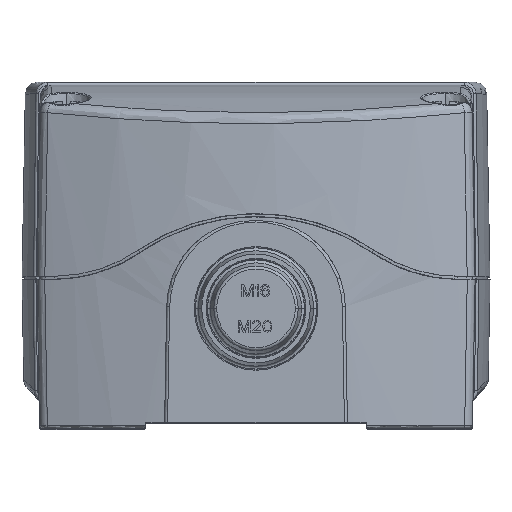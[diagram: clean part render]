
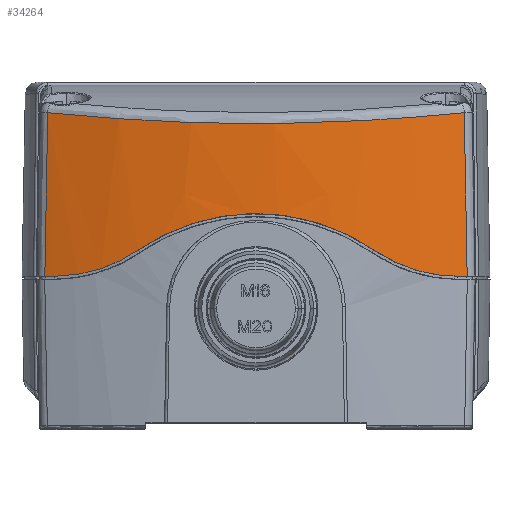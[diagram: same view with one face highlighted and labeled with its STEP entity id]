
A CAD part, top view. The second image highlights one B-rep face of the part: STEP entity #34264.
In plain terms, the highlighted conical face has half-angle 1 degrees and reference radius 103.76 mm.
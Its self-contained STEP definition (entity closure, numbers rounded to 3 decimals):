
#27334=CARTESIAN_POINT('',(0.,0.,-26.9));
#27335=DIRECTION('',(0.,1.,0.));
#27336=DIRECTION('',(-0.341,0.,0.94));
#27337=AXIS2_PLACEMENT_3D('',#27334,#27335,#27336);
#27505=CARTESIAN_POINT('',(0.,0.,-26.9));
#27506=DIRECTION('',(0.,1.,0.));
#27507=DIRECTION('',(0.326,0.,0.945));
#27508=AXIS2_PLACEMENT_3D('',#27505,#27506,#27507);
#28790=CARTESIAN_POINT('',(34.946,27.445,70.544));
#28791=CARTESIAN_POINT('',(31.717,27.138,71.708));
#28792=CARTESIAN_POINT('',(25.166,26.559,73.705));
#28793=CARTESIAN_POINT('',(15.17,25.906,75.699));
#28794=CARTESIAN_POINT('',(5.067,25.559,76.695));
#28795=CARTESIAN_POINT('',(-5.067,25.559,
76.695));
#28796=CARTESIAN_POINT('',(-15.169,25.906,
75.699));
#28797=CARTESIAN_POINT('',(-25.165,26.559,
73.705));
#28798=CARTESIAN_POINT('',(-31.716,27.138,
71.708));
#28799=CARTESIAN_POINT('',(-34.946,27.445,
70.544));
#28955=CARTESIAN_POINT('',(34.946,27.445,70.544));
#28956=CARTESIAN_POINT('',(35.,24.396,70.581));
#28957=CARTESIAN_POINT('',(35.108,18.289,70.656));
#28958=CARTESIAN_POINT('',(35.27,9.141,70.767));
#28959=CARTESIAN_POINT('',(35.378,3.046,70.841));
#28960=CARTESIAN_POINT('',(35.432,0.,
70.878));
#28983=CARTESIAN_POINT('',(19.78,4.375,75.124));
#28984=CARTESIAN_POINT('',(20.304,4.016,75.029));
#28985=CARTESIAN_POINT('',(21.379,3.338,74.824));
#28986=CARTESIAN_POINT('',(23.058,2.45,74.473));
#28987=CARTESIAN_POINT('',(24.792,1.696,74.077));
#28988=CARTESIAN_POINT('',(26.567,1.078,73.636));
#28989=CARTESIAN_POINT('',(28.371,0.597,
73.151));
#28990=CARTESIAN_POINT('',(30.198,0.254,
72.621));
#28991=CARTESIAN_POINT('',(32.044,0.046,
72.046));
#28992=CARTESIAN_POINT('',(33.286,0.,71.632));
#28993=CARTESIAN_POINT('',(33.908,0.,71.417));
#28995=CARTESIAN_POINT('',(-19.78,4.375,75.124));
#28996=CARTESIAN_POINT('',(-18.297,5.391,
75.393));
#28997=CARTESIAN_POINT('',(-15.199,7.178,
75.895));
#28998=CARTESIAN_POINT('',(-10.245,9.104,
76.476));
#28999=CARTESIAN_POINT('',(-5.172,10.244,
76.835));
#29000=CARTESIAN_POINT('',(0.,10.628,
76.958));
#29001=CARTESIAN_POINT('',(5.17,10.245,76.835));
#29002=CARTESIAN_POINT('',(10.244,9.104,76.476));
#29003=CARTESIAN_POINT('',(15.198,7.179,75.895));
#29004=CARTESIAN_POINT('',(18.297,5.391,75.393));
#29005=CARTESIAN_POINT('',(19.78,4.375,75.124));
#29007=CARTESIAN_POINT('',(-33.908,0.,71.417));
#29008=CARTESIAN_POINT('',(-33.285,0.,71.632));
#29009=CARTESIAN_POINT('',(-32.038,0.047,
72.048));
#29010=CARTESIAN_POINT('',(-30.178,0.256,
72.627));
#29011=CARTESIAN_POINT('',(-28.338,0.604,
73.16));
#29012=CARTESIAN_POINT('',(-26.528,1.09,
73.646));
#29013=CARTESIAN_POINT('',(-24.76,1.709,
74.084));
#29014=CARTESIAN_POINT('',(-23.04,2.46,
74.477));
#29015=CARTESIAN_POINT('',(-21.374,3.342,
74.825));
#29016=CARTESIAN_POINT('',(-20.303,4.016,
75.029));
#29017=CARTESIAN_POINT('',(-19.78,4.375,75.124));
#29276=CARTESIAN_POINT('',(-34.946,27.445,
70.544));
#29277=CARTESIAN_POINT('',(-35.,24.396,
70.581));
#29278=CARTESIAN_POINT('',(-35.108,18.289,
70.656));
#29279=CARTESIAN_POINT('',(-35.27,9.141,
70.767));
#29280=CARTESIAN_POINT('',(-35.378,3.046,
70.841));
#29281=CARTESIAN_POINT('',(-35.432,0.,
70.878));
#30633=VERTEX_POINT('',#28955);
#30634=VERTEX_POINT('',#28960);
#30638=VERTEX_POINT('',#28799);
#30640=VERTEX_POINT('',#29281);
#30715=VERTEX_POINT('',#28983);
#30716=VERTEX_POINT('',#28993);
#30717=VERTEX_POINT('',#28995);
#30718=VERTEX_POINT('',#29007);
#34246=CARTESIAN_POINT('',(0.,13.72,-26.9));
#34247=DIRECTION('',(0.,-1.,0.));
#34248=DIRECTION('',(-1.,0.,0.));
#34249=AXIS2_PLACEMENT_3D('',#34246,#34247,#34248);
#34250=CONICAL_SURFACE('',#34249,103.761,1.);
#34251=ORIENTED_EDGE('',*,*,#32031,.F.);
#34253=ORIENTED_EDGE('',*,*,#34252,.F.);
#34255=ORIENTED_EDGE('',*,*,#34254,.F.);
#34256=ORIENTED_EDGE('',*,*,#31137,.F.);
#34258=ORIENTED_EDGE('',*,*,#34257,.F.);
#34259=ORIENTED_EDGE('',*,*,#33787,.F.);
#34260=ORIENTED_EDGE('',*,*,#34237,.T.);
#34261=ORIENTED_EDGE('',*,*,#31237,.F.);
#34262=EDGE_LOOP('',(#34251,#34253,#34255,#34256,#34258,#34259,#34260,#34261));
#34263=FACE_OUTER_BOUND('',#34262,.F.);
#34264=ADVANCED_FACE('',(#34263),#34250,.T.);
#27338=CIRCLE('',#27337,104.);
#27509=CIRCLE('',#27508,104.);
#28800=B_SPLINE_CURVE_WITH_KNOTS('',3,(#28790,#28791,#28792,#28793,#28794,
#28795,#28796,#28797,#28798,#28799),.UNSPECIFIED.,.F.,.F.,(4,1,1,1,1,1,1,4),(
0.,0.143,0.286,0.429,0.571,
0.714,0.857,1.),.UNSPECIFIED.);
#28961=B_SPLINE_CURVE_WITH_KNOTS('',3,(#28955,#28956,#28957,#28958,#28959,
#28960),.UNSPECIFIED.,.F.,.F.,(4,1,1,4),(0.,0.333,
0.667,1.),.UNSPECIFIED.);
#28994=B_SPLINE_CURVE_WITH_KNOTS('',3,(#28983,#28984,#28985,#28986,#28987,
#28988,#28989,#28990,#28991,#28992,#28993),.UNSPECIFIED.,.F.,.F.,(4,1,1,1,1,1,1,
1,4),(0.,0.125,0.25,0.375,0.5,0.625,0.75,0.875,1.),
.UNSPECIFIED.);
#29006=B_SPLINE_CURVE_WITH_KNOTS('',3,(#28995,#28996,#28997,#28998,#28999,
#29000,#29001,#29002,#29003,#29004,#29005),.UNSPECIFIED.,.F.,.F.,(4,1,1,1,1,1,1,
1,4),(0.,0.125,0.25,0.375,0.5,0.625,0.75,0.875,1.),
.UNSPECIFIED.);
#29018=B_SPLINE_CURVE_WITH_KNOTS('',3,(#29007,#29008,#29009,#29010,#29011,
#29012,#29013,#29014,#29015,#29016,#29017),.UNSPECIFIED.,.F.,.F.,(4,1,1,1,1,1,1,
1,4),(0.,0.125,0.25,0.375,0.5,0.625,0.75,0.875,1.),
.UNSPECIFIED.);
#29282=B_SPLINE_CURVE_WITH_KNOTS('',3,(#29276,#29277,#29278,#29279,#29280,
#29281),.UNSPECIFIED.,.F.,.F.,(4,1,1,4),(0.,0.333,
0.667,1.),.UNSPECIFIED.);
#31137=EDGE_CURVE('',#30640,#30718,#27338,.T.);
#31237=EDGE_CURVE('',#30716,#30634,#27509,.T.);
#32031=EDGE_CURVE('',#30715,#30716,#28994,.T.);
#33787=EDGE_CURVE('',#30633,#30638,#28800,.T.);
#34237=EDGE_CURVE('',#30633,#30634,#28961,.T.);
#34252=EDGE_CURVE('',#30717,#30715,#29006,.T.);
#34254=EDGE_CURVE('',#30718,#30717,#29018,.T.);
#34257=EDGE_CURVE('',#30638,#30640,#29282,.T.);
